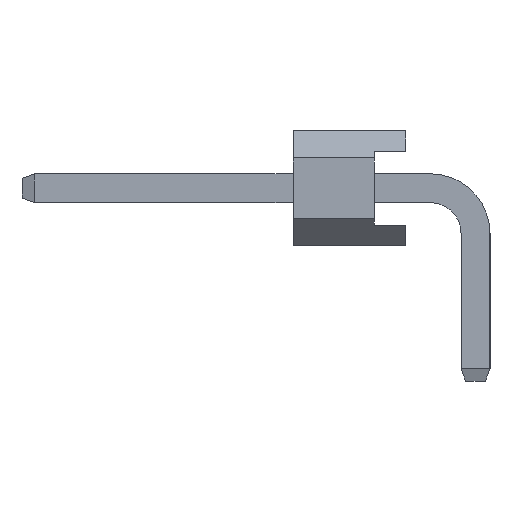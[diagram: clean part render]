
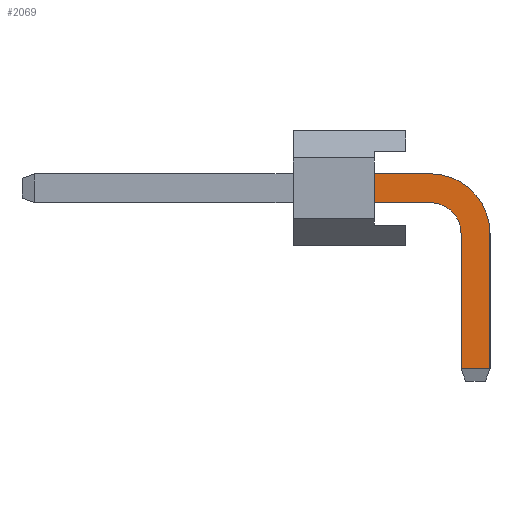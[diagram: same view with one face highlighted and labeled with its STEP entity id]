
A CAD part, left-side view. The second image highlights one B-rep face of the part: STEP entity #2069.
In plain terms, the highlighted planar face has unit normal (-1, 0, 0).
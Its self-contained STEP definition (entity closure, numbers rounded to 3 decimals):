
#2069=ADVANCED_FACE('',(#5745),#5747,.T.);
#5745=FACE_BOUND('',#5746,.T.);
#5746=EDGE_LOOP('',(#8729,#8730,#8731,#8732,#8733,#8734,#8735,#8736));
#5747=PLANE('',#5748);
#5748=AXIS2_PLACEMENT_3D('',#5749,#5750,#5751);
#5749=CARTESIAN_POINT('',(-0.32,0.32,-3.));
#5750=DIRECTION('',(-1.,0.,0.));
#5751=DIRECTION('',(0.,-1.,0.));
#8729=ORIENTED_EDGE('',*,*,#10507,.T.);
#8730=ORIENTED_EDGE('',*,*,#10508,.T.);
#8731=ORIENTED_EDGE('',*,*,#10509,.T.);
#8732=ORIENTED_EDGE('',*,*,#10510,.T.);
#8733=ORIENTED_EDGE('',*,*,#9929,.T.);
#8734=ORIENTED_EDGE('',*,*,#10511,.F.);
#8735=ORIENTED_EDGE('',*,*,#10512,.F.);
#8736=ORIENTED_EDGE('',*,*,#10513,.F.);
#9929=EDGE_CURVE('',#11363,#11364,#11365,.T.);
#10507=EDGE_CURVE('',#12269,#12270,#12271,.T.);
#10508=EDGE_CURVE('',#12270,#12272,#12273,.T.);
#10509=EDGE_CURVE('',#12272,#12274,#12275,.T.);
#10510=EDGE_CURVE('',#12274,#11363,#12276,.T.);
#10511=EDGE_CURVE('',#12277,#11364,#12278,.T.);
#10512=EDGE_CURVE('',#12279,#12277,#12280,.T.);
#10513=EDGE_CURVE('',#12269,#12279,#12281,.T.);
#11363=VERTEX_POINT('',#13809);
#11364=VERTEX_POINT('',#13810);
#11365=LINE('',#13811,#13812);
#12269=VERTEX_POINT('',#15923);
#12270=VERTEX_POINT('',#15924);
#12271=LINE('',#15925,#15926);
#12272=VERTEX_POINT('',#15928);
#12273=LINE('',#15929,#15930);
#12274=VERTEX_POINT('',#15932);
#12275=CIRCLE('',#15933,1.32);
#12276=LINE('',#15937,#15938);
#12277=VERTEX_POINT('',#15940);
#12278=LINE('',#15941,#15942);
#12279=VERTEX_POINT('',#15944);
#12280=CIRCLE('',#15945,0.68);
#12281=LINE('',#15949,#15950);
#13809=CARTESIAN_POINT('',(-0.32,2.24,1.59));
#13810=CARTESIAN_POINT('',(-0.32,2.24,0.95));
#13811=CARTESIAN_POINT('',(-0.32,2.24,1.59));
#13812=VECTOR('',#13813,1.);
#13813=DIRECTION('',(0.,0.,-1.));
#15923=CARTESIAN_POINT('',(-0.32,0.32,-2.725));
#15924=CARTESIAN_POINT('',(-0.32,-0.32,-2.725));
#15925=CARTESIAN_POINT('',(-0.32,0.32,-2.725));
#15926=VECTOR('',#15927,1.);
#15927=DIRECTION('',(0.,-1.,0.));
#15928=CARTESIAN_POINT('',(-0.32,-0.32,0.27));
#15929=CARTESIAN_POINT('',(-0.32,-0.32,-2.725));
#15930=VECTOR('',#15931,1.);
#15931=DIRECTION('',(0.,0.,1.));
#15932=CARTESIAN_POINT('',(-0.32,1.,1.59));
#15933=AXIS2_PLACEMENT_3D('',#15934,#15935,#15936);
#15934=CARTESIAN_POINT('',(-0.32,1.,0.27));
#15935=DIRECTION('',(-1.,-0.,0.));
#15936=DIRECTION('',(0.,-1.,0.));
#15937=CARTESIAN_POINT('',(-0.32,1.,1.59));
#15938=VECTOR('',#15939,1.);
#15939=DIRECTION('',(0.,1.,0.));
#15940=CARTESIAN_POINT('',(-0.32,1.,0.95));
#15941=CARTESIAN_POINT('',(-0.32,1.,0.95));
#15942=VECTOR('',#15943,1.);
#15943=DIRECTION('',(0.,1.,0.));
#15944=CARTESIAN_POINT('',(-0.32,0.32,0.27));
#15945=AXIS2_PLACEMENT_3D('',#15946,#15947,#15948);
#15946=CARTESIAN_POINT('',(-0.32,1.,0.27));
#15947=DIRECTION('',(-1.,-0.,0.));
#15948=DIRECTION('',(0.,-1.,0.));
#15949=CARTESIAN_POINT('',(-0.32,0.32,-2.725));
#15950=VECTOR('',#15951,1.);
#15951=DIRECTION('',(0.,0.,1.));
